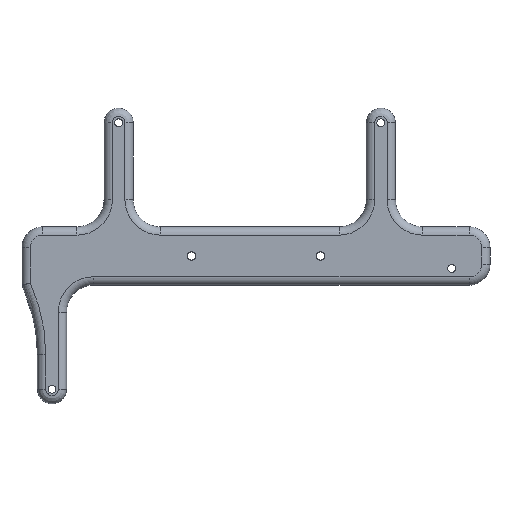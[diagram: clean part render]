
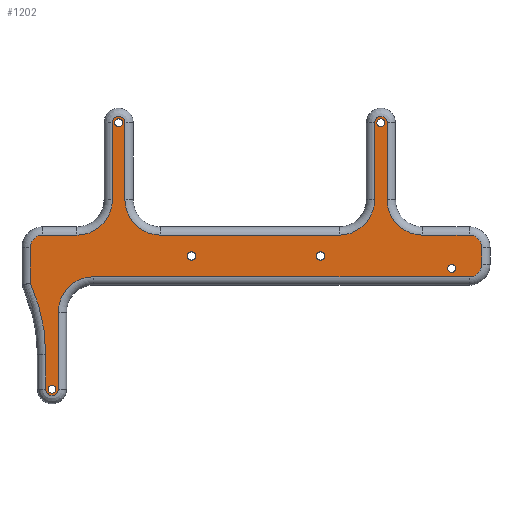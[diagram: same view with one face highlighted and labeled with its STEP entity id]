
A CAD part, top view. The second image highlights one B-rep face of the part: STEP entity #1202.
In plain terms, the highlighted planar face has unit normal (0, 0, 1).
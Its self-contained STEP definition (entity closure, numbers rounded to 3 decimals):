
#24=FACE_BOUND('',#327,.T.);
#25=FACE_BOUND('',#328,.T.);
#26=FACE_BOUND('',#329,.T.);
#27=FACE_BOUND('',#330,.T.);
#28=FACE_BOUND('',#331,.T.);
#29=FACE_BOUND('',#332,.T.);
#40=PLANE('',#1377);
#97=LINE('',#2494,#143);
#98=LINE('',#2572,#144);
#99=LINE('',#2595,#145);
#100=LINE('',#2619,#146);
#102=LINE('',#2628,#148);
#103=LINE('',#2636,#149);
#105=LINE('',#2659,#151);
#107=LINE('',#2668,#153);
#108=LINE('',#2674,#154);
#109=LINE('',#2682,#155);
#110=LINE('',#2686,#156);
#111=LINE('',#2690,#157);
#143=VECTOR('',#1651,10.);
#144=VECTOR('',#1658,10.);
#145=VECTOR('',#1669,10.);
#146=VECTOR('',#1682,10.);
#148=VECTOR('',#1694,10.);
#149=VECTOR('',#1705,10.);
#151=VECTOR('',#1715,10.);
#153=VECTOR('',#1727,10.);
#154=VECTOR('',#1736,10.);
#155=VECTOR('',#1745,10.);
#156=VECTOR('',#1748,10.);
#157=VECTOR('',#1753,10.);
#245=FACE_OUTER_BOUND('',#326,.T.);
#326=EDGE_LOOP('',(#1045,#1046,#1047,#1048,#1049,#1050,#1051,#1052,#1053,
#1054,#1055,#1056,#1057,#1058,#1059,#1060,#1061,#1062,#1063,#1064,#1065,
#1066,#1067,#1068));
#327=EDGE_LOOP('',(#1069));
#328=EDGE_LOOP('',(#1070));
#329=EDGE_LOOP('',(#1071));
#330=EDGE_LOOP('',(#1072));
#331=EDGE_LOOP('',(#1073));
#332=EDGE_LOOP('',(#1074));
#403=CIRCLE('',#1278,0.95);
#413=CIRCLE('',#1293,0.95);
#434=CIRCLE('',#1324,0.95);
#437=CIRCLE('',#1329,0.95);
#447=CIRCLE('',#1343,1.5);
#449=CIRCLE('',#1347,41.502);
#451=CIRCLE('',#1349,1.5);
#454=CIRCLE('',#1354,8.5);
#457=CIRCLE('',#1359,8.5);
#460=CIRCLE('',#1363,1.5);
#463=CIRCLE('',#1368,8.5);
#466=CIRCLE('',#1373,3.);
#467=CIRCLE('',#1378,3.);
#468=CIRCLE('',#1379,3.);
#469=CIRCLE('',#1380,8.5);
#470=CIRCLE('',#1381,8.5);
#471=CIRCLE('',#1382,1.);
#472=CIRCLE('',#1383,1.);
#493=VERTEX_POINT('',#1957);
#528=VERTEX_POINT('',#2062);
#538=VERTEX_POINT('',#2091);
#559=VERTEX_POINT('',#2184);
#561=VERTEX_POINT('',#2192);
#565=VERTEX_POINT('',#2491);
#566=VERTEX_POINT('',#2493);
#567=VERTEX_POINT('',#2569);
#568=VERTEX_POINT('',#2571);
#569=VERTEX_POINT('',#2589);
#570=VERTEX_POINT('',#2593);
#571=VERTEX_POINT('',#2613);
#572=VERTEX_POINT('',#2617);
#573=VERTEX_POINT('',#2622);
#574=VERTEX_POINT('',#2626);
#575=VERTEX_POINT('',#2630);
#576=VERTEX_POINT('',#2634);
#577=VERTEX_POINT('',#2653);
#578=VERTEX_POINT('',#2657);
#579=VERTEX_POINT('',#2662);
#580=VERTEX_POINT('',#2666);
#581=VERTEX_POINT('',#2670);
#582=VERTEX_POINT('',#2678);
#583=VERTEX_POINT('',#2679);
#584=VERTEX_POINT('',#2681);
#585=VERTEX_POINT('',#2683);
#586=VERTEX_POINT('',#2685);
#587=VERTEX_POINT('',#2688);
#588=VERTEX_POINT('',#2691);
#589=VERTEX_POINT('',#2693);
#651=EDGE_CURVE('',#528,#528,#403,.T.);
#665=EDGE_CURVE('',#538,#538,#413,.T.);
#695=EDGE_CURVE('',#559,#559,#434,.T.);
#699=EDGE_CURVE('',#561,#561,#437,.T.);
#712=EDGE_CURVE('',#565,#566,#97,.T.);
#716=EDGE_CURVE('',#567,#568,#98,.T.);
#719=EDGE_CURVE('',#566,#569,#447,.T.);
#721=EDGE_CURVE('',#569,#570,#99,.T.);
#722=EDGE_CURVE('',#570,#493,#449,.T.);
#724=EDGE_CURVE('',#571,#567,#451,.T.);
#726=EDGE_CURVE('',#572,#571,#100,.T.);
#729=EDGE_CURVE('',#573,#572,#454,.T.);
#731=EDGE_CURVE('',#574,#573,#102,.T.);
#733=EDGE_CURVE('',#575,#574,#457,.T.);
#735=EDGE_CURVE('',#576,#575,#103,.T.);
#738=EDGE_CURVE('',#577,#576,#460,.T.);
#740=EDGE_CURVE('',#578,#577,#105,.T.);
#743=EDGE_CURVE('',#579,#578,#463,.T.);
#745=EDGE_CURVE('',#580,#579,#107,.T.);
#747=EDGE_CURVE('',#581,#580,#466,.T.);
#748=EDGE_CURVE('',#493,#581,#108,.T.);
#749=EDGE_CURVE('',#582,#583,#467,.T.);
#750=EDGE_CURVE('',#584,#582,#109,.T.);
#751=EDGE_CURVE('',#585,#584,#468,.T.);
#752=EDGE_CURVE('',#586,#585,#110,.T.);
#753=EDGE_CURVE('',#568,#586,#469,.T.);
#754=EDGE_CURVE('',#587,#565,#470,.T.);
#755=EDGE_CURVE('',#583,#587,#111,.T.);
#756=EDGE_CURVE('',#588,#588,#471,.T.);
#757=EDGE_CURVE('',#589,#589,#472,.T.);
#1045=ORIENTED_EDGE('',*,*,#749,.F.);
#1046=ORIENTED_EDGE('',*,*,#750,.F.);
#1047=ORIENTED_EDGE('',*,*,#751,.F.);
#1048=ORIENTED_EDGE('',*,*,#752,.F.);
#1049=ORIENTED_EDGE('',*,*,#753,.F.);
#1050=ORIENTED_EDGE('',*,*,#716,.F.);
#1051=ORIENTED_EDGE('',*,*,#724,.F.);
#1052=ORIENTED_EDGE('',*,*,#726,.F.);
#1053=ORIENTED_EDGE('',*,*,#729,.F.);
#1054=ORIENTED_EDGE('',*,*,#731,.F.);
#1055=ORIENTED_EDGE('',*,*,#733,.F.);
#1056=ORIENTED_EDGE('',*,*,#735,.F.);
#1057=ORIENTED_EDGE('',*,*,#738,.F.);
#1058=ORIENTED_EDGE('',*,*,#740,.F.);
#1059=ORIENTED_EDGE('',*,*,#743,.F.);
#1060=ORIENTED_EDGE('',*,*,#745,.F.);
#1061=ORIENTED_EDGE('',*,*,#747,.F.);
#1062=ORIENTED_EDGE('',*,*,#748,.F.);
#1063=ORIENTED_EDGE('',*,*,#722,.F.);
#1064=ORIENTED_EDGE('',*,*,#721,.F.);
#1065=ORIENTED_EDGE('',*,*,#719,.F.);
#1066=ORIENTED_EDGE('',*,*,#712,.F.);
#1067=ORIENTED_EDGE('',*,*,#754,.F.);
#1068=ORIENTED_EDGE('',*,*,#755,.F.);
#1069=ORIENTED_EDGE('',*,*,#756,.T.);
#1070=ORIENTED_EDGE('',*,*,#757,.T.);
#1071=ORIENTED_EDGE('',*,*,#665,.T.);
#1072=ORIENTED_EDGE('',*,*,#695,.T.);
#1073=ORIENTED_EDGE('',*,*,#651,.T.);
#1074=ORIENTED_EDGE('',*,*,#699,.T.);
#1202=ADVANCED_FACE('',(#245,#24,#25,#26,#27,#28,#29),#40,.T.);
#1278=AXIS2_PLACEMENT_3D('',#2064,#1521,#1522);
#1293=AXIS2_PLACEMENT_3D('',#2093,#1555,#1556);
#1324=AXIS2_PLACEMENT_3D('',#2186,#1622,#1623);
#1329=AXIS2_PLACEMENT_3D('',#2194,#1633,#1634);
#1343=AXIS2_PLACEMENT_3D('',#2591,#1663,#1664);
#1347=AXIS2_PLACEMENT_3D('',#2597,#1672,#1673);
#1349=AXIS2_PLACEMENT_3D('',#2615,#1676,#1677);
#1354=AXIS2_PLACEMENT_3D('',#2624,#1688,#1689);
#1359=AXIS2_PLACEMENT_3D('',#2632,#1699,#1700);
#1363=AXIS2_PLACEMENT_3D('',#2655,#1709,#1710);
#1368=AXIS2_PLACEMENT_3D('',#2664,#1721,#1722);
#1373=AXIS2_PLACEMENT_3D('',#2672,#1732,#1733);
#1377=AXIS2_PLACEMENT_3D('',#2677,#1741,#1742);
#1378=AXIS2_PLACEMENT_3D('',#2680,#1743,#1744);
#1379=AXIS2_PLACEMENT_3D('',#2684,#1746,#1747);
#1380=AXIS2_PLACEMENT_3D('',#2687,#1749,#1750);
#1381=AXIS2_PLACEMENT_3D('',#2689,#1751,#1752);
#1382=AXIS2_PLACEMENT_3D('',#2692,#1754,#1755);
#1383=AXIS2_PLACEMENT_3D('',#2694,#1756,#1757);
#1521=DIRECTION('center_axis',(0.,0.,-1.));
#1522=DIRECTION('ref_axis',(1.,0.,0.));
#1555=DIRECTION('center_axis',(0.,0.,-1.));
#1556=DIRECTION('ref_axis',(1.,0.,0.));
#1622=DIRECTION('center_axis',(0.,0.,-1.));
#1623=DIRECTION('ref_axis',(1.,0.,0.));
#1633=DIRECTION('center_axis',(0.,0.,-1.));
#1634=DIRECTION('ref_axis',(1.,0.,0.));
#1651=DIRECTION('',(0.,-1.,0.));
#1658=DIRECTION('',(0.,-1.,0.));
#1663=DIRECTION('center_axis',(0.,0.,-1.));
#1664=DIRECTION('ref_axis',(0.,-1.,0.));
#1669=DIRECTION('',(0.,1.,0.));
#1672=DIRECTION('center_axis',(0.,0.,1.));
#1673=DIRECTION('ref_axis',(0.976,0.217,0.));
#1676=DIRECTION('center_axis',(0.,0.,-1.));
#1677=DIRECTION('ref_axis',(0.,1.,0.));
#1682=DIRECTION('',(0.,1.,0.));
#1688=DIRECTION('center_axis',(0.,0.,1.));
#1689=DIRECTION('ref_axis',(0.707,-0.707,0.));
#1694=DIRECTION('',(1.,0.,0.));
#1699=DIRECTION('center_axis',(0.,0.,1.));
#1700=DIRECTION('ref_axis',(-0.707,-0.707,0.));
#1705=DIRECTION('',(0.,-1.,0.));
#1709=DIRECTION('center_axis',(0.,0.,-1.));
#1710=DIRECTION('ref_axis',(0.,1.,0.));
#1715=DIRECTION('',(0.,1.,0.));
#1721=DIRECTION('center_axis',(0.,0.,1.));
#1722=DIRECTION('ref_axis',(0.707,-0.707,0.));
#1727=DIRECTION('',(1.,0.,0.));
#1732=DIRECTION('center_axis',(0.,0.,-1.));
#1733=DIRECTION('ref_axis',(-0.707,0.707,0.));
#1736=DIRECTION('',(0.,1.,0.));
#1741=DIRECTION('center_axis',(0.,0.,1.));
#1742=DIRECTION('ref_axis',(1.,0.,0.));
#1743=DIRECTION('center_axis',(0.,0.,-1.));
#1744=DIRECTION('ref_axis',(0.707,-0.707,0.));
#1745=DIRECTION('',(0.,-1.,0.));
#1746=DIRECTION('center_axis',(0.,0.,-1.));
#1747=DIRECTION('ref_axis',(0.707,0.707,0.));
#1748=DIRECTION('',(1.,0.,0.));
#1749=DIRECTION('center_axis',(0.,0.,1.));
#1750=DIRECTION('ref_axis',(-0.707,-0.707,0.));
#1751=DIRECTION('center_axis',(0.,0.,1.));
#1752=DIRECTION('ref_axis',(-0.707,0.707,0.));
#1753=DIRECTION('',(-1.,0.,0.));
#1754=DIRECTION('center_axis',(0.,0.,-1.));
#1755=DIRECTION('ref_axis',(1.,0.,0.));
#1756=DIRECTION('center_axis',(0.,0.,-1.));
#1757=DIRECTION('ref_axis',(1.,0.,0.));
#1957=CARTESIAN_POINT('',(-54.211,-6.562,4.));
#2062=CARTESIAN_POINT('',(-33.95,32.,4.));
#2064=CARTESIAN_POINT('Origin',(-33.,32.,4.));
#2091=CARTESIAN_POINT('',(-49.95,-32.,4.));
#2093=CARTESIAN_POINT('Origin',(-49.,-32.,4.));
#2184=CARTESIAN_POINT('',(46.05,-3.,4.));
#2186=CARTESIAN_POINT('Origin',(47.,-3.,4.));
#2192=CARTESIAN_POINT('',(29.05,32.,4.));
#2194=CARTESIAN_POINT('Origin',(30.,32.,4.));
#2491=CARTESIAN_POINT('',(-47.5,-13.5,4.));
#2493=CARTESIAN_POINT('',(-47.5,-32.,4.));
#2494=CARTESIAN_POINT('',(-47.5,-16.,4.));
#2569=CARTESIAN_POINT('',(31.5,32.,4.));
#2571=CARTESIAN_POINT('',(31.5,13.5,4.));
#2572=CARTESIAN_POINT('',(31.5,3.5,4.));
#2589=CARTESIAN_POINT('',(-50.5,-32.,4.));
#2591=CARTESIAN_POINT('Origin',(-49.,-32.,4.));
#2593=CARTESIAN_POINT('',(-50.5,-23.716,4.));
#2595=CARTESIAN_POINT('',(-50.5,-3.5,4.));
#2597=CARTESIAN_POINT('Origin',(-92.002,-23.716,4.));
#2613=CARTESIAN_POINT('',(28.5,32.,4.));
#2615=CARTESIAN_POINT('Origin',(30.,32.,4.));
#2617=CARTESIAN_POINT('',(28.5,13.5,4.));
#2619=CARTESIAN_POINT('',(28.5,16.,4.));
#2622=CARTESIAN_POINT('',(20.,5.,4.));
#2624=CARTESIAN_POINT('Origin',(20.,13.5,4.));
#2626=CARTESIAN_POINT('',(-23.,5.,4.));
#2628=CARTESIAN_POINT('',(13.25,5.,4.));
#2630=CARTESIAN_POINT('',(-31.5,13.5,4.));
#2632=CARTESIAN_POINT('Origin',(-23.,13.5,4.));
#2634=CARTESIAN_POINT('',(-31.5,32.,4.));
#2636=CARTESIAN_POINT('',(-31.5,3.5,4.));
#2653=CARTESIAN_POINT('',(-34.5,32.,4.));
#2655=CARTESIAN_POINT('Origin',(-33.,32.,4.));
#2657=CARTESIAN_POINT('',(-34.5,13.5,4.));
#2659=CARTESIAN_POINT('',(-34.5,16.,4.));
#2662=CARTESIAN_POINT('',(-43.,5.,4.));
#2664=CARTESIAN_POINT('Origin',(-43.,13.5,4.));
#2666=CARTESIAN_POINT('',(-51.211,5.,4.));
#2668=CARTESIAN_POINT('',(-18.25,5.,4.));
#2670=CARTESIAN_POINT('',(-54.211,2.,4.));
#2672=CARTESIAN_POINT('Origin',(-51.211,2.,4.));
#2674=CARTESIAN_POINT('',(-54.211,3.5,4.));
#2677=CARTESIAN_POINT('Origin',(0.,0.,4.));
#2678=CARTESIAN_POINT('',(54.211,-2.,4.));
#2679=CARTESIAN_POINT('',(51.211,-5.,4.));
#2680=CARTESIAN_POINT('Origin',(51.211,-2.,4.));
#2681=CARTESIAN_POINT('',(54.211,2.,4.));
#2682=CARTESIAN_POINT('',(54.211,-3.5,4.));
#2683=CARTESIAN_POINT('',(51.211,5.,4.));
#2684=CARTESIAN_POINT('Origin',(51.211,2.,4.));
#2685=CARTESIAN_POINT('',(40.,5.,4.));
#2686=CARTESIAN_POINT('',(28.106,5.,4.));
#2687=CARTESIAN_POINT('Origin',(40.,13.5,4.));
#2688=CARTESIAN_POINT('',(-39.,-5.,4.));
#2689=CARTESIAN_POINT('Origin',(-39.,-13.5,4.));
#2690=CARTESIAN_POINT('',(-22.75,-5.,4.));
#2691=CARTESIAN_POINT('',(14.5,0.,4.));
#2692=CARTESIAN_POINT('Origin',(15.5,0.,4.));
#2693=CARTESIAN_POINT('',(-16.5,0.,4.));
#2694=CARTESIAN_POINT('Origin',(-15.5,0.,4.));
